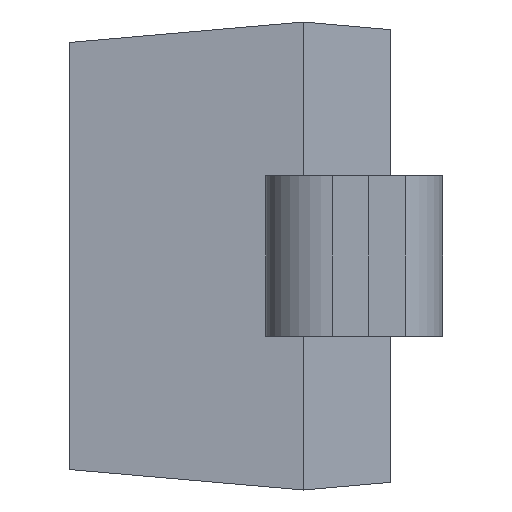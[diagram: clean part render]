
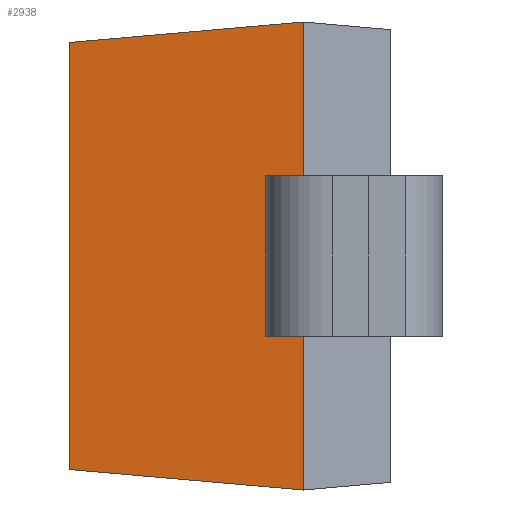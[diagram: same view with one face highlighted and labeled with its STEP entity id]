
A CAD part, left-side view. The second image highlights one B-rep face of the part: STEP entity #2938.
In plain terms, the highlighted planar face has unit normal (-0.996, 0.087, 0).
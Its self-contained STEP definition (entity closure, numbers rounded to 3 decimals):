
#2 = EDGE_CURVE ( 'NONE', #2376, #1801, #1682, .T. ) ;
#96 = ORIENTED_EDGE ( 'NONE', *, *, #2263, .T. ) ;
#128 = ORIENTED_EDGE ( 'NONE', *, *, #2996, .F. ) ;
#210 = CARTESIAN_POINT ( 'NONE',  ( -1.325, 0., -0.8 ) ) ;
#377 = CARTESIAN_POINT ( 'NONE',  ( -1.325, 0., 0.8 ) ) ;
#423 = EDGE_LOOP ( 'NONE', ( #96, #3924, #128, #1925 ) ) ;
#427 = DIRECTION ( 'NONE',  ( -0.996, 0.087, 0. ) ) ;
#435 = DIRECTION ( 'NONE',  ( -0.087, -0.992, -0.087 ) ) ;
#507 = DIRECTION ( 'NONE',  ( 0., 0., 1. ) ) ;
#536 = CARTESIAN_POINT ( 'NONE',  ( -1.325, 0., -0.8 ) ) ;
#631 = VECTOR ( 'NONE', #507, 1000. ) ;
#908 = AXIS2_PLACEMENT_3D ( 'NONE', #3588, #427, #3335 ) ;
#1431 = LINE ( 'NONE', #3021, #3036 ) ;
#1657 = FACE_OUTER_BOUND ( 'NONE', #423, .T. ) ;
#1682 = LINE ( 'NONE', #2341, #1687 ) ;
#1687 = VECTOR ( 'NONE', #435, 1000. ) ;
#1801 = VERTEX_POINT ( 'NONE', #536 ) ;
#1925 = ORIENTED_EDGE ( 'NONE', *, *, #2, .T. ) ;
#2003 = CARTESIAN_POINT ( 'NONE',  ( -1.255, 0.8, 0.73 ) ) ;
#2033 = CARTESIAN_POINT ( 'NONE',  ( -1.325, 0., 0.8 ) ) ;
#2059 = LINE ( 'NONE', #210, #631 ) ;
#2263 = EDGE_CURVE ( 'NONE', #1801, #2687, #2059, .T. ) ;
#2305 = PLANE ( 'NONE',  #908 ) ;
#2341 = CARTESIAN_POINT ( 'NONE',  ( -1.325, 0., -0.8 ) ) ;
#2376 = VERTEX_POINT ( 'NONE', #2925 ) ;
#2585 = EDGE_CURVE ( 'NONE', #2915, #2687, #2857, .T. ) ;
#2687 = VERTEX_POINT ( 'NONE', #2033 ) ;
#2857 = LINE ( 'NONE', #377, #4116 ) ;
#2915 = VERTEX_POINT ( 'NONE', #2003 ) ;
#2925 = CARTESIAN_POINT ( 'NONE',  ( -1.255, 0.8, -0.73 ) ) ;
#2934 = DIRECTION ( 'NONE',  ( 0., 0., 1. ) ) ;
#2938 = ADVANCED_FACE ( 'NONE', ( #1657 ), #2305, .T. ) ;
#2996 = EDGE_CURVE ( 'NONE', #2376, #2915, #1431, .T. ) ;
#3021 = CARTESIAN_POINT ( 'NONE',  ( -1.255, 0.8, -0.8 ) ) ;
#3036 = VECTOR ( 'NONE', #2934, 1000. ) ;
#3335 = DIRECTION ( 'NONE',  ( -0.087, -0.996, 0. ) ) ;
#3588 = CARTESIAN_POINT ( 'NONE',  ( -1.325, 0., -0.8 ) ) ;
#3861 = DIRECTION ( 'NONE',  ( -0.087, -0.992, 0.087 ) ) ;
#3924 = ORIENTED_EDGE ( 'NONE', *, *, #2585, .F. ) ;
#4116 = VECTOR ( 'NONE', #3861, 1000. ) ;
